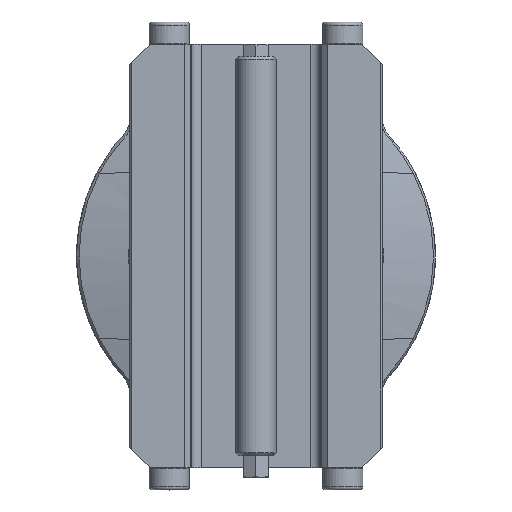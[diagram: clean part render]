
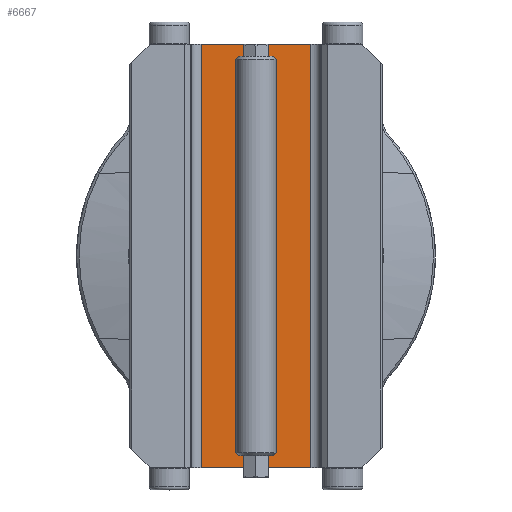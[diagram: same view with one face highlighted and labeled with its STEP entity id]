
A CAD part, top view. The second image highlights one B-rep face of the part: STEP entity #6667.
In plain terms, the highlighted planar face has unit normal (0, 0, 1).
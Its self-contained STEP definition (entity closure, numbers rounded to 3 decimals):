
#2855=CARTESIAN_POINT('',(-27.,105.0,-68.5));
#2856=VERTEX_POINT('',#2855);
#2864=CARTESIAN_POINT('',(27.,105.0,-68.5));
#2865=VERTEX_POINT('',#2864);
#2866=CARTESIAN_POINT('',(-27.,105.0,-68.5));
#2867=DIRECTION('',(1.0,0.0,0.0));
#2868=VECTOR('',#2867,1.0);
#2869=LINE('',#2866,#2868);
#2870=EDGE_CURVE('',#2856,#2865,#2869,.T.);
#3177=CARTESIAN_POINT('',(27.,-105.0,-68.5));
#3178=VERTEX_POINT('',#3177);
#3186=CARTESIAN_POINT('',(-27.,-105.0,-68.5));
#3187=VERTEX_POINT('',#3186);
#3188=CARTESIAN_POINT('',(-27.,-105.0,-68.5));
#3189=DIRECTION('',(1.0,0.0,0.0));
#3190=VECTOR('',#3189,1.0);
#3191=LINE('',#3188,#3190);
#3192=EDGE_CURVE('',#3187,#3178,#3191,.T.);
#6641=CARTESIAN_POINT('',(27.,105.0,-68.5));
#6642=DIRECTION('',(0.0,-1.0,0.0));
#6643=VECTOR('',#6642,1.0);
#6644=LINE('',#6641,#6643);
#6645=EDGE_CURVE('',#2865,#3178,#6644,.T.);
#6651=CARTESIAN_POINT('',(-29.7,115.5,-68.5));
#6652=DIRECTION('',(0.0,0.0,-1.0));
#6653=DIRECTION('',(1.0,0.,0.0));
#6654=AXIS2_PLACEMENT_3D('',#6651,#6652,#6653);
#6655=PLANE('',#6654);
#6656=ORIENTED_EDGE('',*,*,#6645,.F.);
#6657=ORIENTED_EDGE('',*,*,#2870,.F.);
#6658=CARTESIAN_POINT('',(-27.,105.0,-68.5));
#6659=DIRECTION('',(0.0,-1.0,0.0));
#6660=VECTOR('',#6659,1.0);
#6661=LINE('',#6658,#6660);
#6662=EDGE_CURVE('',#2856,#3187,#6661,.T.);
#6663=ORIENTED_EDGE('',*,*,#6662,.T.);
#6664=ORIENTED_EDGE('',*,*,#3192,.T.);
#6665=EDGE_LOOP('',(#6656,#6657,#6663,#6664));
#6666=FACE_OUTER_BOUND('',#6665,.T.);
#6667=ADVANCED_FACE('',(#6666),#6655,.F.);
